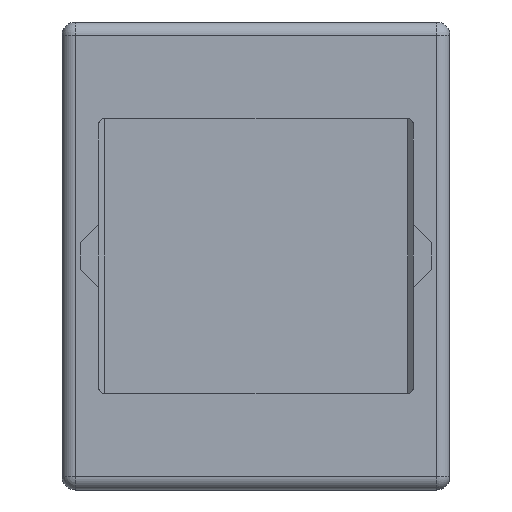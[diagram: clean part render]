
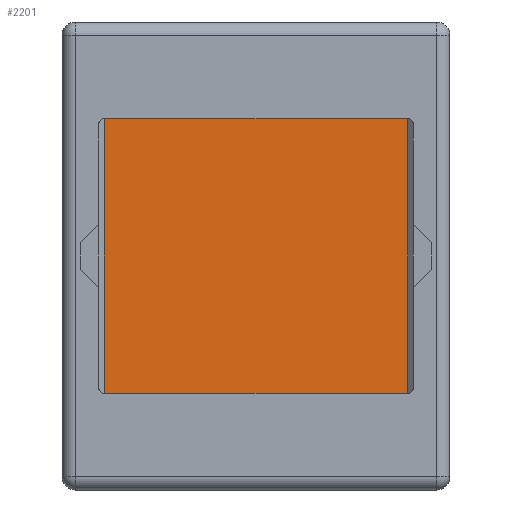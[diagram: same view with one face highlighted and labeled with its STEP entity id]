
A CAD part, front view. The second image highlights one B-rep face of the part: STEP entity #2201.
In plain terms, the highlighted planar face has unit normal (0, -1, 0).
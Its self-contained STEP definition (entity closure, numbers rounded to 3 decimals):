
#2100=CARTESIAN_POINT('',(11.35,17.4,-10.25));
#2101=VERTEX_POINT('',#2100);
#2108=CARTESIAN_POINT('',(-11.35,17.4,-10.25));
#2109=VERTEX_POINT('',#2108);
#2110=CARTESIAN_POINT('',(11.35,17.4,-10.25));
#2111=DIRECTION('',(-1.,0.,-0.));
#2112=VECTOR('',#2111,22.7);
#2113=LINE('',#2110,#2112);
#2114=EDGE_CURVE('',#2101,#2109,#2113,.T.);
#2138=CARTESIAN_POINT('',(11.35,17.4,10.25));
#2139=VERTEX_POINT('',#2138);
#2163=CARTESIAN_POINT('',(-11.35,17.4,10.25));
#2164=VERTEX_POINT('',#2163);
#2171=CARTESIAN_POINT('',(-11.35,17.4,10.25));
#2172=DIRECTION('',(1.,0.,-0.));
#2173=VECTOR('',#2172,22.7);
#2174=LINE('',#2171,#2173);
#2175=EDGE_CURVE('',#2164,#2139,#2174,.T.);
#2180=CARTESIAN_POINT('',(-14.5,17.4,0.));
#2181=DIRECTION('',(0.,-1.,0.));
#2182=DIRECTION('',(0.,0.,-1.));
#2183=AXIS2_PLACEMENT_3D('',#2180,#2181,#2182);
#2184=PLANE('',#2183);
#2185=ORIENTED_EDGE('',*,*,#2114,.F.);
#2186=CARTESIAN_POINT('',(11.35,17.4,-10.25));
#2187=DIRECTION('',(-0.,-0.,1.));
#2188=VECTOR('',#2187,20.5);
#2189=LINE('',#2186,#2188);
#2190=EDGE_CURVE('',#2101,#2139,#2189,.T.);
#2191=ORIENTED_EDGE('',*,*,#2190,.T.);
#2192=ORIENTED_EDGE('',*,*,#2175,.F.);
#2193=CARTESIAN_POINT('',(-11.35,17.4,10.25));
#2194=DIRECTION('',(0.,-0.,-1.));
#2195=VECTOR('',#2194,20.5);
#2196=LINE('',#2193,#2195);
#2197=EDGE_CURVE('',#2164,#2109,#2196,.T.);
#2198=ORIENTED_EDGE('',*,*,#2197,.T.);
#2199=EDGE_LOOP('',(#2185,#2191,#2192,#2198));
#2200=FACE_BOUND('',#2199,.T.);
#2201=ADVANCED_FACE('',(#2200),#2184,.T.);
